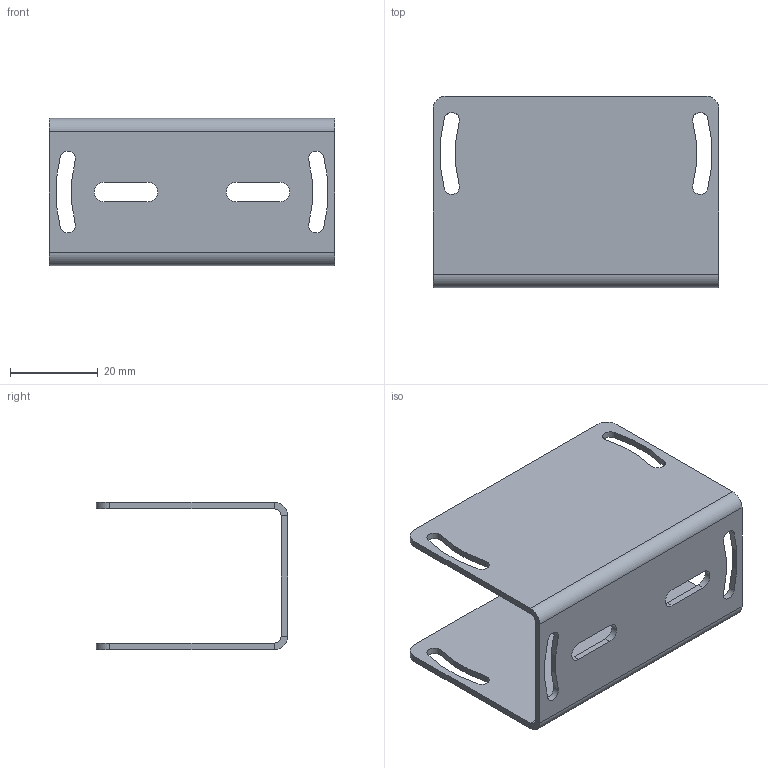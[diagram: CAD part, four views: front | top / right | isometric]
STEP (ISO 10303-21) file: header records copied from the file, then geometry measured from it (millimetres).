
FILE_DESCRIPTION((''),'2;1');
FILE_NAME('156626_SW','2011-04-06T',('banengservice'),('BANNER ENGINEERING'),'PRO/ENGINEER BY PARAMETRIC TECHNOLOGY CORPORATION, 2009141','PRO/ENGINEER BY PARAMETRIC TECHNOLOGY CORPORATION, 2009141','');
FILE_SCHEMA(('CONFIG_CONTROL_DESIGN'));
Length unit declared in the file: inch
Products named in the file (1): 156626_SW
Bounding box: 65 x 43.5 x 33.5 mm (x, y, z)
Volume: 10507.6 mm3; surface area: 15038.7 mm2
Topology: 1 solids, 1 shells, 238 faces, 665 edges, 438 vertices
Faces by surface type: plane 202, cylinder 36
Entity records: 7605 total; most frequent: CARTESIAN_POINT 1341, ORIENTED_EDGE 1330, DIRECTION 1213, EDGE_CURVE 665, VECTOR 593, LINE 593, VERTEX_POINT 438, AXIS2_PLACEMENT_3D 310
